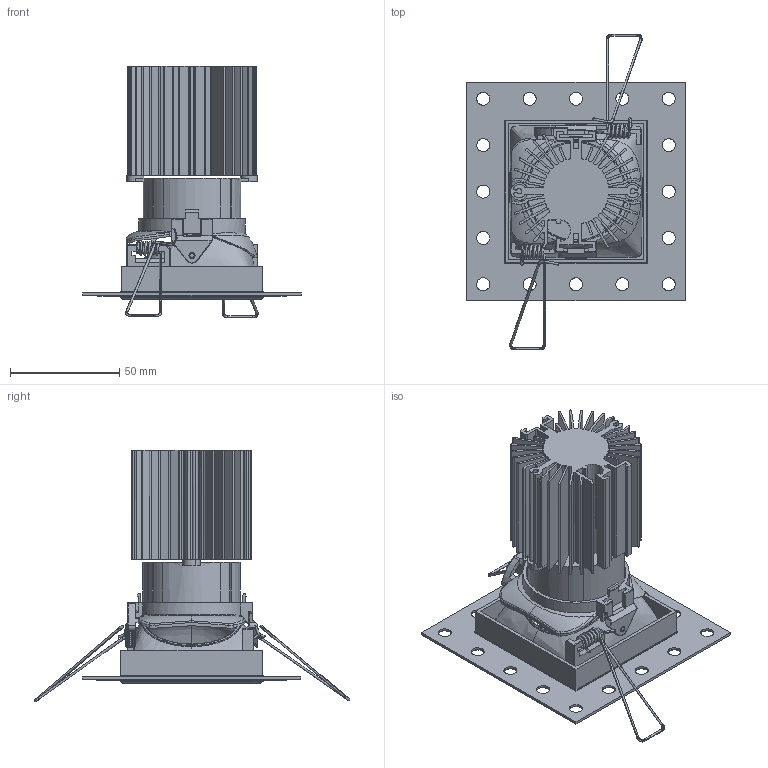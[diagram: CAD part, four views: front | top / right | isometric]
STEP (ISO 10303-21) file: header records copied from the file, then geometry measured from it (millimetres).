
FILE_DESCRIPTION(/* description */ (''),/* implementation_level */ '2;1');
FILE_NAME(/* name */ 'M254605_EVERYTHING 80 SQUARE ADJ TRIMLESS',/* time_stamp */ '2018-03-06T15:39:58+01:00',/* author */ (''),/* organization */ (''),/* preprocessor_version */ 'ST-DEVELOPER v15',/* originating_system */ '',/* authorisation */ '');
FILE_SCHEMA (('CONFIG_CONTROL_DESIGN'));
Length unit declared in the file: metre
Products named in the file (2): Document; Blocco 03
Assembly tree (1 placements, depth 2):
  Document
    Blocco 03
Bounding box: 100 x 144.73 x 115.41 mm (x, y, z)
Volume: 31028.3 mm3; surface area: 110629.7 mm2
Topology: 10 solids, 14 shells, 1080 faces, 3102 edges, 2015 vertices
Faces by surface type: bspline 580, plane 500
Entity records: 123253 total; most frequent: CARTESIAN_POINT 105055, ORIENTED_EDGE 6175, EDGE_CURVE 3103, VERTEX_POINT 2020, B_SPLINE_CURVE_WITH_KNOTS 1839, EDGE_LOOP 1113, ADVANCED_FACE 1077, FACE_OUTER_BOUND 1077
